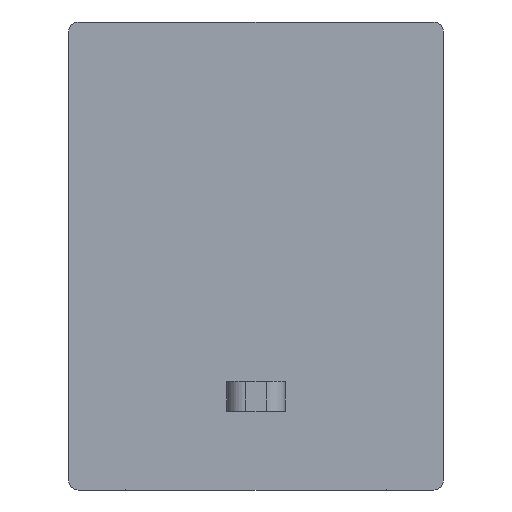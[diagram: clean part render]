
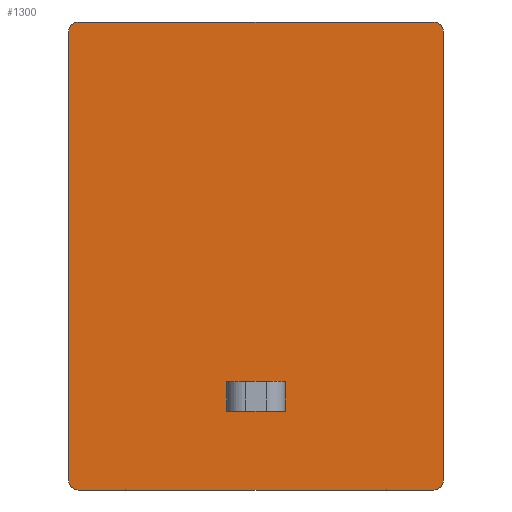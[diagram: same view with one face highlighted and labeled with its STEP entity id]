
A CAD part, front view. The second image highlights one B-rep face of the part: STEP entity #1300.
In plain terms, the highlighted planar face has unit normal (0, -1, 0).
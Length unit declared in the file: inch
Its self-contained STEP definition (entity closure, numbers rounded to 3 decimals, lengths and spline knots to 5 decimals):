
#1=DIRECTION('',(0.,0.,-1.));
#2=VECTOR('',#1,0.032);
#3=CARTESIAN_POINT('',(-0.031,0.,-0.134));
#4=LINE('',#3,#2);
#5=DIRECTION('',(1.,0.,0.));
#6=VECTOR('',#5,0.062);
#7=CARTESIAN_POINT('',(-0.031,0.,-0.166));
#8=LINE('',#7,#6);
#9=DIRECTION('',(0.,0.,1.));
#10=VECTOR('',#9,0.032);
#11=CARTESIAN_POINT('',(0.031,0.,-0.166));
#12=LINE('',#11,#10);
#13=DIRECTION('',(-1.,0.,0.));
#14=VECTOR('',#13,0.062);
#15=CARTESIAN_POINT('',(0.031,0.,-0.134));
#16=LINE('',#15,#14);
#17=DIRECTION('',(1.,0.,0.));
#18=VECTOR('',#17,0.05);
#19=CARTESIAN_POINT('',(0.14,0.,0.25));
#20=LINE('',#19,#18);
#21=CARTESIAN_POINT('',(0.2,0.,0.24));
#22=CARTESIAN_POINT('',(0.2,0.,0.24167));
#23=CARTESIAN_POINT('',(0.19928,0.,0.24428));
#24=CARTESIAN_POINT('',(0.19722,0.,0.24722));
#25=CARTESIAN_POINT('',(0.19428,0.,0.24928));
#26=CARTESIAN_POINT('',(0.19167,0.,0.25));
#27=CARTESIAN_POINT('',(0.19,0.,0.25));
#29=DIRECTION('',(0.,0.,-1.));
#30=VECTOR('',#29,0.48);
#31=CARTESIAN_POINT('',(0.2,0.,0.24));
#32=LINE('',#31,#30);
#33=CARTESIAN_POINT('',(0.19,0.,-0.25));
#34=CARTESIAN_POINT('',(0.19167,0.,-0.25));
#35=CARTESIAN_POINT('',(0.19428,0.,-0.24928));
#36=CARTESIAN_POINT('',(0.19722,0.,-0.24722));
#37=CARTESIAN_POINT('',(0.19928,0.,-0.24428));
#38=CARTESIAN_POINT('',(0.2,0.,-0.24167));
#39=CARTESIAN_POINT('',(0.2,0.,-0.24));
#41=DIRECTION('',(-1.,0.,0.));
#42=VECTOR('',#41,0.05);
#43=CARTESIAN_POINT('',(0.19,0.,-0.25));
#44=LINE('',#43,#42);
#45=DIRECTION('',(1.,0.,0.));
#46=VECTOR('',#45,0.05);
#47=CARTESIAN_POINT('',(-0.19,0.,-0.25));
#48=LINE('',#47,#46);
#49=CARTESIAN_POINT('',(-0.2,0.,-0.24));
#50=CARTESIAN_POINT('',(-0.2,0.,-0.24167));
#51=CARTESIAN_POINT('',(-0.19928,0.,-0.24428));
#52=CARTESIAN_POINT('',(-0.19722,0.,-0.24722));
#53=CARTESIAN_POINT('',(-0.19428,0.,-0.24928));
#54=CARTESIAN_POINT('',(-0.19167,0.,-0.25));
#55=CARTESIAN_POINT('',(-0.19,0.,-0.25));
#57=DIRECTION('',(0.,0.,-1.));
#58=VECTOR('',#57,0.48);
#59=CARTESIAN_POINT('',(-0.2,0.,0.24));
#60=LINE('',#59,#58);
#61=CARTESIAN_POINT('',(-0.19,0.,0.25));
#62=CARTESIAN_POINT('',(-0.19167,0.,0.25));
#63=CARTESIAN_POINT('',(-0.19428,0.,0.24928));
#64=CARTESIAN_POINT('',(-0.19722,0.,0.24722));
#65=CARTESIAN_POINT('',(-0.19928,0.,0.24428));
#66=CARTESIAN_POINT('',(-0.2,0.,0.24167));
#67=CARTESIAN_POINT('',(-0.2,0.,0.24));
#69=DIRECTION('',(-1.,0.,0.));
#70=VECTOR('',#69,0.05);
#71=CARTESIAN_POINT('',(-0.14,0.,0.25));
#72=LINE('',#71,#70);
#133=DIRECTION('',(-1.,0.,0.));
#134=VECTOR('',#133,0.28);
#135=CARTESIAN_POINT('',(0.14,0.,0.25));
#136=LINE('',#135,#134);
#179=CARTESIAN_POINT('',(-0.14,0.,0.25));
#409=CARTESIAN_POINT('',(-0.14,0.,-0.25));
#461=DIRECTION('',(1.,0.,0.));
#462=VECTOR('',#461,0.28);
#463=CARTESIAN_POINT('',(-0.14,0.,-0.25));
#464=LINE('',#463,#462);
#1065=CARTESIAN_POINT('',(-0.031,0.,-0.134));
#1066=CARTESIAN_POINT('',(-0.031,0.,-0.166));
#1067=VERTEX_POINT('',#1065);
#1068=VERTEX_POINT('',#1066);
#1069=CARTESIAN_POINT('',(0.031,0.,-0.166));
#1070=VERTEX_POINT('',#1069);
#1071=CARTESIAN_POINT('',(0.031,0.,-0.134));
#1072=VERTEX_POINT('',#1071);
#1158=CARTESIAN_POINT('',(0.14,0.,-0.25));
#1160=VERTEX_POINT('',#1158);
#1166=CARTESIAN_POINT('',(0.19,0.,0.25));
#1168=VERTEX_POINT('',#1166);
#1170=CARTESIAN_POINT('',(0.2,0.,0.24));
#1172=VERTEX_POINT('',#1170);
#1182=CARTESIAN_POINT('',(0.2,0.,-0.24));
#1184=VERTEX_POINT('',#1182);
#1186=CARTESIAN_POINT('',(0.19,0.,-0.25));
#1188=VERTEX_POINT('',#1186);
#1202=CARTESIAN_POINT('',(0.14,0.,0.25));
#1204=VERTEX_POINT('',#1202);
#1215=VERTEX_POINT('',#179);
#1226=VERTEX_POINT('',#409);
#1247=CARTESIAN_POINT('',(-0.2,0.,0.24));
#1248=VERTEX_POINT('',#1247);
#1249=CARTESIAN_POINT('',(-0.19,0.,0.25));
#1250=VERTEX_POINT('',#1249);
#1251=CARTESIAN_POINT('',(-0.2,0.,-0.24));
#1252=VERTEX_POINT('',#1251);
#1253=CARTESIAN_POINT('',(-0.19,0.,-0.25));
#1254=VERTEX_POINT('',#1253);
#1259=CARTESIAN_POINT('',(-0.2,0.,0.25));
#1260=DIRECTION('',(0.,-1.,0.));
#1261=DIRECTION('',(0.,0.,-1.));
#1262=AXIS2_PLACEMENT_3D('',#1259,#1260,#1261);
#1263=PLANE('',#1262);
#1265=ORIENTED_EDGE('',*,*,#1264,.F.);
#1267=ORIENTED_EDGE('',*,*,#1266,.T.);
#1269=ORIENTED_EDGE('',*,*,#1268,.F.);
#1271=ORIENTED_EDGE('',*,*,#1270,.T.);
#1273=ORIENTED_EDGE('',*,*,#1272,.F.);
#1275=ORIENTED_EDGE('',*,*,#1274,.T.);
#1277=ORIENTED_EDGE('',*,*,#1276,.F.);
#1279=ORIENTED_EDGE('',*,*,#1278,.F.);
#1281=ORIENTED_EDGE('',*,*,#1280,.F.);
#1283=ORIENTED_EDGE('',*,*,#1282,.F.);
#1285=ORIENTED_EDGE('',*,*,#1284,.F.);
#1287=ORIENTED_EDGE('',*,*,#1286,.F.);
#1288=EDGE_LOOP('',(#1265,#1267,#1269,#1271,#1273,#1275,#1277,#1279,#1281,#1283,
#1285,#1287));
#1289=FACE_OUTER_BOUND('',#1288,.F.);
#1291=ORIENTED_EDGE('',*,*,#1290,.T.);
#1293=ORIENTED_EDGE('',*,*,#1292,.T.);
#1295=ORIENTED_EDGE('',*,*,#1294,.T.);
#1297=ORIENTED_EDGE('',*,*,#1296,.T.);
#1298=EDGE_LOOP('',(#1291,#1293,#1295,#1297));
#1299=FACE_BOUND('',#1298,.F.);
#1300=ADVANCED_FACE('',(#1289,#1299),#1263,.T.);
#28=B_SPLINE_CURVE_WITH_KNOTS('',3,(#21,#22,#23,#24,#25,#26,#27),.UNSPECIFIED.,
.F.,.F.,(4,1,1,1,4),(0.,0.25,0.5,0.75,1.),.UNSPECIFIED.);
#40=B_SPLINE_CURVE_WITH_KNOTS('',3,(#33,#34,#35,#36,#37,#38,#39),.UNSPECIFIED.,
.F.,.F.,(4,1,1,1,4),(0.,0.25,0.5,0.75,1.),.UNSPECIFIED.);
#56=B_SPLINE_CURVE_WITH_KNOTS('',3,(#49,#50,#51,#52,#53,#54,#55),.UNSPECIFIED.,
.F.,.F.,(4,1,1,1,4),(0.,0.25,0.5,0.75,1.),.UNSPECIFIED.);
#68=B_SPLINE_CURVE_WITH_KNOTS('',3,(#61,#62,#63,#64,#65,#66,#67),.UNSPECIFIED.,
.F.,.F.,(4,1,1,1,4),(0.,0.25,0.5,0.75,1.),.UNSPECIFIED.);
#1264=EDGE_CURVE('',#1204,#1215,#136,.T.);
#1266=EDGE_CURVE('',#1204,#1168,#20,.T.);
#1268=EDGE_CURVE('',#1172,#1168,#28,.T.);
#1270=EDGE_CURVE('',#1172,#1184,#32,.T.);
#1272=EDGE_CURVE('',#1188,#1184,#40,.T.);
#1274=EDGE_CURVE('',#1188,#1160,#44,.T.);
#1276=EDGE_CURVE('',#1226,#1160,#464,.T.);
#1278=EDGE_CURVE('',#1254,#1226,#48,.T.);
#1280=EDGE_CURVE('',#1252,#1254,#56,.T.);
#1282=EDGE_CURVE('',#1248,#1252,#60,.T.);
#1284=EDGE_CURVE('',#1250,#1248,#68,.T.);
#1286=EDGE_CURVE('',#1215,#1250,#72,.T.);
#1290=EDGE_CURVE('',#1067,#1068,#4,.T.);
#1292=EDGE_CURVE('',#1068,#1070,#8,.T.);
#1294=EDGE_CURVE('',#1070,#1072,#12,.T.);
#1296=EDGE_CURVE('',#1072,#1067,#16,.T.);
